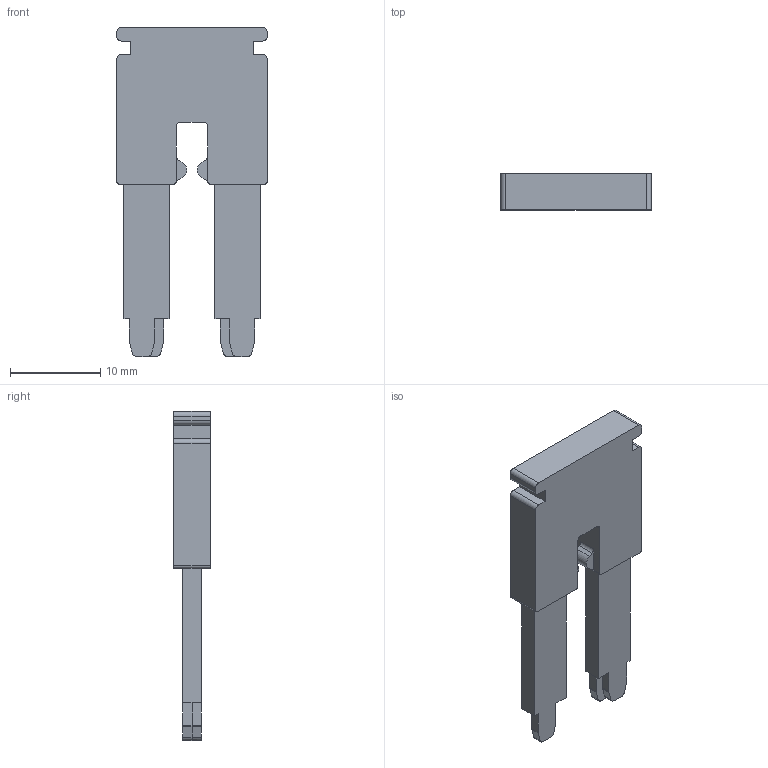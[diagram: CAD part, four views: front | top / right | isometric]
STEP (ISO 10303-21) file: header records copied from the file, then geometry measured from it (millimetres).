
FILE_DESCRIPTION(/* description */ ('Unknown'),/* implementation_level */ '2;1');
FILE_NAME(/* name */ 'JSSB-02-10_BKF-NG',/* time_stamp */ '2024-10-31T08:46:18-03:00',/* author */ ('Unknown'),/* organization */ ('Unknown'),/* preprocessor_version */ 'ST-DEVELOPER v16.7',/* originating_system */ 'Solid Edge',/* authorisation */ 'Unknown');
FILE_SCHEMA (('AUTOMOTIVE_DESIGN {1 0 10303 214 3 1 1}'));
Length unit declared in the file: millimetre
Products named in the file (1): JSSB-02-10_BKF-NG
Bounding box: 16.7 x 4 x 36.5 mm (x, y, z)
Volume: 1396.7 mm3; surface area: 1386.4 mm2
Topology: 1 solids, 1 shells, 92 faces, 258 edges, 172 vertices
Faces by surface type: plane 60, cylinder 32
Entity records: 3634 total; most frequent: CARTESIAN_POINT 571, ORIENTED_EDGE 516, DIRECTION 476, EDGE_CURVE 258, LINE 194, VECTOR 194, VERTEX_POINT 172, AXIS2_PLACEMENT_3D 141
